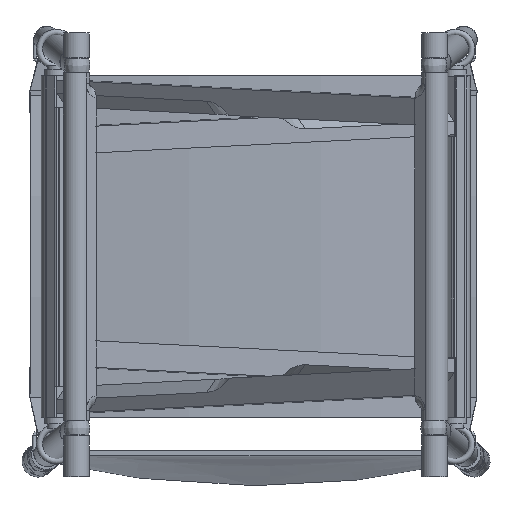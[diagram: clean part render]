
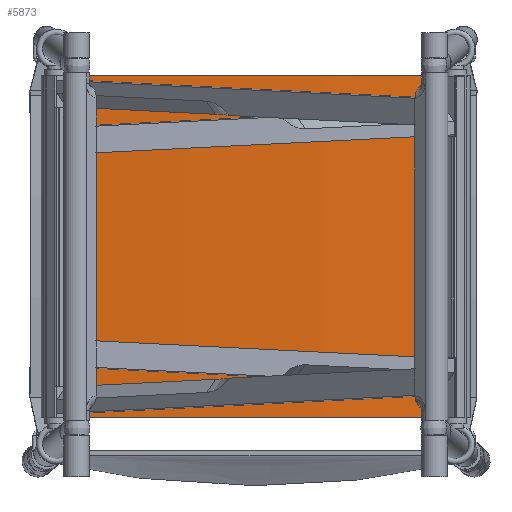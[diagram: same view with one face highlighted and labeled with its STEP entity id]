
A CAD part, front view. The second image highlights one B-rep face of the part: STEP entity #5873.
In plain terms, the highlighted cylindrical face has radius 2500 mm (diameter 5000 mm), a partial arc.
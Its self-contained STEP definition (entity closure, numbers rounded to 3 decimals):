
#216=CYLINDRICAL_SURFACE('',#6341,2500.);
#371=CIRCLE('',#6328,2500.);
#379=CIRCLE('',#6342,2500.);
#721=FACE_OUTER_BOUND('',#1073,.T.);
#1073=EDGE_LOOP('',(#4117,#4118,#4119,#4120));
#1503=LINE('',#9166,#1949);
#1504=LINE('',#9170,#1950);
#1949=VECTOR('',#7417,10.);
#1950=VECTOR('',#7422,10.);
#2359=VERTEX_POINT('',#9137);
#2360=VERTEX_POINT('',#9139);
#2367=VERTEX_POINT('',#9165);
#2368=VERTEX_POINT('',#9169);
#3002=EDGE_CURVE('',#2359,#2360,#371,.T.);
#3016=EDGE_CURVE('',#2360,#2367,#1503,.T.);
#3018=EDGE_CURVE('',#2359,#2368,#1504,.T.);
#3019=EDGE_CURVE('',#2368,#2367,#379,.T.);
#4117=ORIENTED_EDGE('',*,*,#3002,.F.);
#4118=ORIENTED_EDGE('',*,*,#3018,.T.);
#4119=ORIENTED_EDGE('',*,*,#3019,.T.);
#4120=ORIENTED_EDGE('',*,*,#3016,.F.);
#5873=ADVANCED_FACE('',(#721),#216,.T.);
#6328=AXIS2_PLACEMENT_3D('',#9140,#7386,#7387);
#6341=AXIS2_PLACEMENT_3D('',#9168,#7420,#7421);
#6342=AXIS2_PLACEMENT_3D('',#9171,#7423,#7424);
#7386=DIRECTION('center_axis',(0.,0.,
1.));
#7387=DIRECTION('ref_axis',(-0.089,0.996,0.));
#7417=DIRECTION('',(0.,0.,-1.));
#7420=DIRECTION('center_axis',(0.,0.,
-1.));
#7421=DIRECTION('ref_axis',(-0.089,0.996,0.));
#7422=DIRECTION('',(0.,0.,-1.));
#7423=DIRECTION('center_axis',(0.,0.,
1.));
#7424=DIRECTION('ref_axis',(-0.089,0.996,0.));
#9137=CARTESIAN_POINT('',(377.656,456.768,392.));
#9139=CARTESIAN_POINT('',(825.656,456.708,392.));
#9140=CARTESIAN_POINT('Origin',(601.991,2946.683,392.));
#9165=CARTESIAN_POINT('',(825.656,456.708,7.));
#9166=CARTESIAN_POINT('',(825.656,456.708,392.));
#9168=CARTESIAN_POINT('Origin',(601.991,2946.683,392.));
#9169=CARTESIAN_POINT('',(377.656,456.768,7.));
#9170=CARTESIAN_POINT('',(377.656,456.768,392.));
#9171=CARTESIAN_POINT('Origin',(601.991,2946.683,7.));
